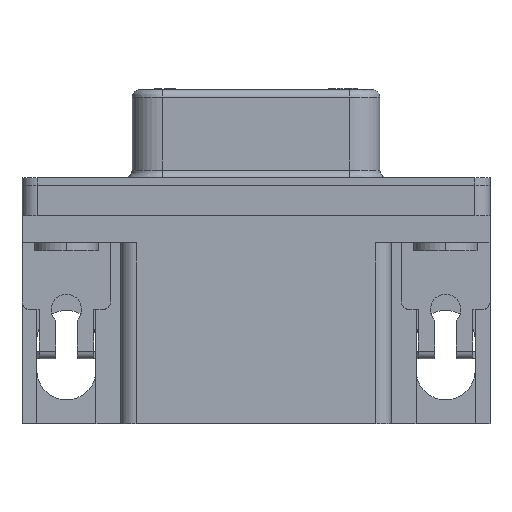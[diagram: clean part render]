
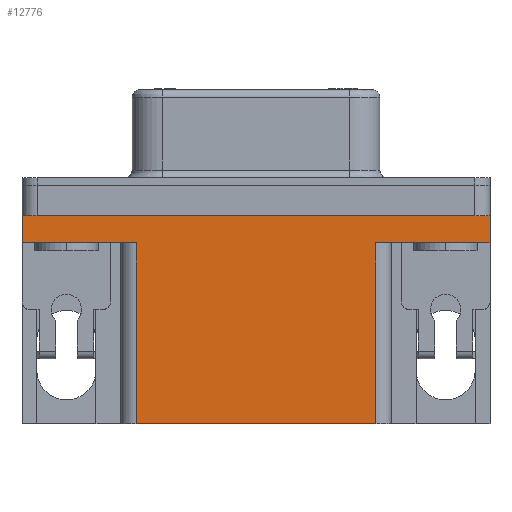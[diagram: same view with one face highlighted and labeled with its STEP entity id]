
A CAD part, top view. The second image highlights one B-rep face of the part: STEP entity #12776.
In plain terms, the highlighted planar face has unit normal (0, 0, 1).
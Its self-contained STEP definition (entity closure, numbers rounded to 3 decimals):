
#87 = VERTEX_POINT ( 'NONE', #15205 ) ;
#238 = CARTESIAN_POINT ( 'NONE',  ( 7.9, 7.37, 10.55 ) ) ;
#646 = LINE ( 'NONE', #18483, #12722 ) ;
#725 = VERTEX_POINT ( 'NONE', #6687 ) ;
#785 = AXIS2_PLACEMENT_3D ( 'NONE', #15862, #5649, #1108 ) ;
#1108 = DIRECTION ( 'NONE',  ( -1., 0., 0. ) ) ;
#1632 = LINE ( 'NONE', #7527, #6845 ) ;
#2161 = EDGE_CURVE ( 'NONE', #10513, #15756, #1632, .T. ) ;
#2439 = VECTOR ( 'NONE', #14087, 1000. ) ;
#2601 = DIRECTION ( 'NONE',  ( 0., 1., 0. ) ) ;
#3617 = ORIENTED_EDGE ( 'NONE', *, *, #16609, .F. ) ;
#3838 = EDGE_CURVE ( 'NONE', #15756, #725, #18188, .T. ) ;
#4595 = EDGE_LOOP ( 'NONE', ( #10317, #14312, #13864, #3617, #15140, #11834, #16112, #16583 ) ) ;
#4602 = DIRECTION ( 'NONE',  ( 1., 0., 0. ) ) ;
#5427 = VECTOR ( 'NONE', #12572, 1000. ) ;
#5649 = DIRECTION ( 'NONE',  ( 0., 0., -1. ) ) ;
#5882 = LINE ( 'NONE', #11752, #16403 ) ;
#6158 = CARTESIAN_POINT ( 'NONE',  ( 15.42, 9.17, 10.55 ) ) ;
#6687 = CARTESIAN_POINT ( 'NONE',  ( 15.42, 7.37, 10.55 ) ) ;
#6845 = VECTOR ( 'NONE', #4602, 1000. ) ;
#7527 = CARTESIAN_POINT ( 'NONE',  ( 0., 9.17, 10.55 ) ) ;
#8231 = CARTESIAN_POINT ( 'NONE',  ( -7.9, 2.32, 10.55 ) ) ;
#8492 = EDGE_CURVE ( 'NONE', #10419, #10513, #12821, .T. ) ;
#8575 = VERTEX_POINT ( 'NONE', #14159 ) ;
#9393 = LINE ( 'NONE', #8231, #2439 ) ;
#9699 = LINE ( 'NONE', #15291, #12891 ) ;
#10018 = EDGE_CURVE ( 'NONE', #16338, #8575, #5882, .T. ) ;
#10219 = EDGE_CURVE ( 'NONE', #725, #11062, #646, .T. ) ;
#10317 = ORIENTED_EDGE ( 'NONE', *, *, #3838, .F. ) ;
#10419 = VERTEX_POINT ( 'NONE', #15962 ) ;
#10513 = VERTEX_POINT ( 'NONE', #16346 ) ;
#11062 = VERTEX_POINT ( 'NONE', #238 ) ;
#11133 = DIRECTION ( 'NONE',  ( 0., -1., 0. ) ) ;
#11458 = VECTOR ( 'NONE', #11133, 1000. ) ;
#11752 = CARTESIAN_POINT ( 'NONE',  ( -15.42, -4.53, 10.55 ) ) ;
#11834 = ORIENTED_EDGE ( 'NONE', *, *, #10018, .F. ) ;
#12284 = CARTESIAN_POINT ( 'NONE',  ( 7.9, -4.53, 10.55 ) ) ;
#12290 = LINE ( 'NONE', #15287, #5427 ) ;
#12572 = DIRECTION ( 'NONE',  ( 0., -1., 0. ) ) ;
#12722 = VECTOR ( 'NONE', #15402, 1000. ) ;
#12776 = ADVANCED_FACE ( 'NONE', ( #17109 ), #14322, .F. ) ;
#12821 = LINE ( 'NONE', #18694, #15609 ) ;
#12891 = VECTOR ( 'NONE', #17088, 1000. ) ;
#12941 = EDGE_CURVE ( 'NONE', #11062, #16338, #12290, .T. ) ;
#13864 = ORIENTED_EDGE ( 'NONE', *, *, #8492, .F. ) ;
#14087 = DIRECTION ( 'NONE',  ( 0., 1., 0. ) ) ;
#14159 = CARTESIAN_POINT ( 'NONE',  ( -7.9, -4.53, 10.55 ) ) ;
#14312 = ORIENTED_EDGE ( 'NONE', *, *, #2161, .F. ) ;
#14322 = PLANE ( 'NONE',  #785 ) ;
#14653 = DIRECTION ( 'NONE',  ( -1., 0., 0. ) ) ;
#15140 = ORIENTED_EDGE ( 'NONE', *, *, #16955, .F. ) ;
#15205 = CARTESIAN_POINT ( 'NONE',  ( -7.9, 7.37, 10.55 ) ) ;
#15287 = CARTESIAN_POINT ( 'NONE',  ( 7.9, 2.32, 10.55 ) ) ;
#15291 = CARTESIAN_POINT ( 'NONE',  ( 0., 7.37, 10.55 ) ) ;
#15402 = DIRECTION ( 'NONE',  ( -1., 0., 0. ) ) ;
#15562 = CARTESIAN_POINT ( 'NONE',  ( 15.42, -4.53, 10.55 ) ) ;
#15609 = VECTOR ( 'NONE', #2601, 1000. ) ;
#15756 = VERTEX_POINT ( 'NONE', #6158 ) ;
#15862 = CARTESIAN_POINT ( 'NONE',  ( 0., 2.32, 10.55 ) ) ;
#15962 = CARTESIAN_POINT ( 'NONE',  ( -15.42, 7.37, 10.55 ) ) ;
#16112 = ORIENTED_EDGE ( 'NONE', *, *, #12941, .F. ) ;
#16338 = VERTEX_POINT ( 'NONE', #12284 ) ;
#16346 = CARTESIAN_POINT ( 'NONE',  ( -15.42, 9.17, 10.55 ) ) ;
#16403 = VECTOR ( 'NONE', #14653, 1000. ) ;
#16583 = ORIENTED_EDGE ( 'NONE', *, *, #10219, .F. ) ;
#16609 = EDGE_CURVE ( 'NONE', #87, #10419, #9699, .T. ) ;
#16955 = EDGE_CURVE ( 'NONE', #8575, #87, #9393, .T. ) ;
#17088 = DIRECTION ( 'NONE',  ( -1., 0., 0. ) ) ;
#17109 = FACE_OUTER_BOUND ( 'NONE', #4595, .T. ) ;
#18188 = LINE ( 'NONE', #15562, #11458 ) ;
#18483 = CARTESIAN_POINT ( 'NONE',  ( 0., 7.37, 10.55 ) ) ;
#18694 = CARTESIAN_POINT ( 'NONE',  ( -15.42, 11.17, 10.55 ) ) ;
